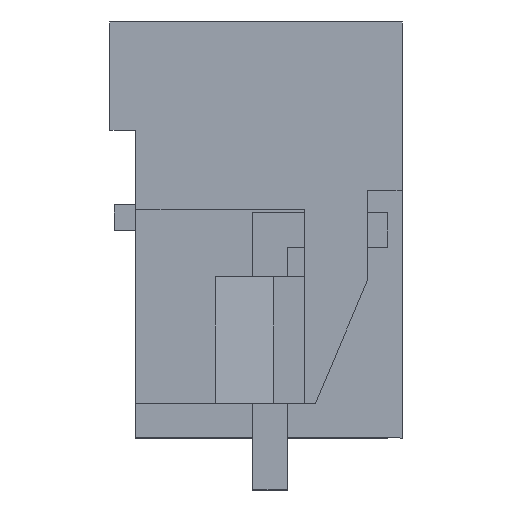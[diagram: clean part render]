
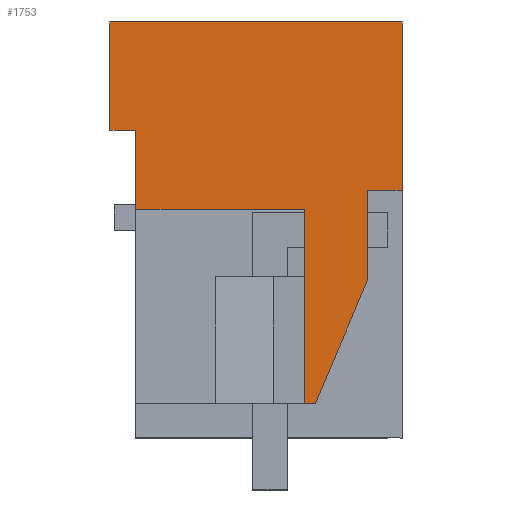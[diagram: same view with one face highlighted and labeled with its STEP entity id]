
A CAD part, left-side view. The second image highlights one B-rep face of the part: STEP entity #1753.
In plain terms, the highlighted planar face has unit normal (-1, 0, 0).
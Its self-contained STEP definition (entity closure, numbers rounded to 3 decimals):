
#1686=AXIS2_PLACEMENT_3D('Plane Axis2P3D',#1683,#1684,#1685) ;
#403=CARTESIAN_POINT('Vertex',(0.,7.68,8.1)) ;
#406=CARTESIAN_POINT('Line Origine',(0.,7.68,9.24)) ;
#410=CARTESIAN_POINT('Vertex',(0.,7.68,10.38)) ;
#1515=CARTESIAN_POINT('Vertex',(0.,2.501,2.5)) ;
#1518=CARTESIAN_POINT('Line Origine',(0.,2.655,2.5)) ;
#1522=CARTESIAN_POINT('Vertex',(0.,2.81,2.5)) ;
#1668=CARTESIAN_POINT('Vertex',(0.,2.81,8.1)) ;
#1671=CARTESIAN_POINT('Line Origine',(0.,5.245,8.1)) ;
#1683=CARTESIAN_POINT('Axis2P3D Location',(0.,8.43,0.)) ;
#1688=CARTESIAN_POINT('Line Origine',(0.,1.752,4.268)) ;
#1692=CARTESIAN_POINT('Vertex',(0.,1.003,6.035)) ;
#1695=CARTESIAN_POINT('Line Origine',(0.,1.003,7.341)) ;
#1699=CARTESIAN_POINT('Vertex',(0.,1.003,8.646)) ;
#1702=CARTESIAN_POINT('Line Origine',(0.,0.501,8.646)) ;
#1706=CARTESIAN_POINT('Vertex',(0.,0.,8.646)) ;
#1709=CARTESIAN_POINT('Line Origine',(0.,0.,11.073)) ;
#1713=CARTESIAN_POINT('Vertex',(0.,0.,13.5)) ;
#1716=CARTESIAN_POINT('Line Origine',(0.,4.215,13.5)) ;
#1720=CARTESIAN_POINT('Vertex',(0.,8.43,13.5)) ;
#1723=CARTESIAN_POINT('Line Origine',(0.,8.43,11.94)) ;
#1727=CARTESIAN_POINT('Vertex',(0.,8.43,10.38)) ;
#1730=CARTESIAN_POINT('Line Origine',(0.,8.055,10.38)) ;
#1735=CARTESIAN_POINT('Line Origine',(0.,2.81,5.3)) ;
#407=DIRECTION('Vector Direction',(0.,0.,-1.)) ;
#1519=DIRECTION('Vector Direction',(0.,1.,0.)) ;
#1672=DIRECTION('Vector Direction',(0.,1.,0.)) ;
#1684=DIRECTION('Axis2P3D Direction',(-1.,0.,0.)) ;
#1685=DIRECTION('Axis2P3D XDirection',(0.,1.,0.)) ;
#1689=DIRECTION('Vector Direction',(0.,0.39,-0.921)) ;
#1696=DIRECTION('Vector Direction',(0.,0.,-1.)) ;
#1703=DIRECTION('Vector Direction',(0.,1.,0.)) ;
#1710=DIRECTION('Vector Direction',(0.,0.,1.)) ;
#1717=DIRECTION('Vector Direction',(0.,1.,0.)) ;
#1724=DIRECTION('Vector Direction',(0.,0.,-1.)) ;
#1731=DIRECTION('Vector Direction',(0.,-1.,0.)) ;
#1736=DIRECTION('Vector Direction',(0.,0.,1.)) ;
#408=VECTOR('Line Direction',#407,1.) ;
#1520=VECTOR('Line Direction',#1519,1.) ;
#1673=VECTOR('Line Direction',#1672,1.) ;
#1690=VECTOR('Line Direction',#1689,1.) ;
#1697=VECTOR('Line Direction',#1696,1.) ;
#1704=VECTOR('Line Direction',#1703,1.) ;
#1711=VECTOR('Line Direction',#1710,1.) ;
#1718=VECTOR('Line Direction',#1717,1.) ;
#1725=VECTOR('Line Direction',#1724,1.) ;
#1732=VECTOR('Line Direction',#1731,1.) ;
#1737=VECTOR('Line Direction',#1736,1.) ;
#1741=ORIENTED_EDGE('',*,*,#1524,.F.) ;
#1742=ORIENTED_EDGE('',*,*,#1694,.F.) ;
#1743=ORIENTED_EDGE('',*,*,#1701,.F.) ;
#1744=ORIENTED_EDGE('',*,*,#1708,.F.) ;
#1745=ORIENTED_EDGE('',*,*,#1715,.T.) ;
#1746=ORIENTED_EDGE('',*,*,#1722,.T.) ;
#1747=ORIENTED_EDGE('',*,*,#1729,.T.) ;
#1748=ORIENTED_EDGE('',*,*,#1734,.T.) ;
#1749=ORIENTED_EDGE('',*,*,#412,.T.) ;
#1750=ORIENTED_EDGE('',*,*,#1675,.F.) ;
#1751=ORIENTED_EDGE('',*,*,#1739,.F.) ;
#1753=ADVANCED_FACE('HOUSING',(#1752),#1687,.T.) ;
#412=EDGE_CURVE('',#411,#404,#409,.T.) ;
#1524=EDGE_CURVE('',#1516,#1523,#1521,.T.) ;
#1675=EDGE_CURVE('',#1669,#404,#1674,.T.) ;
#1694=EDGE_CURVE('',#1693,#1516,#1691,.T.) ;
#1701=EDGE_CURVE('',#1700,#1693,#1698,.T.) ;
#1708=EDGE_CURVE('',#1707,#1700,#1705,.T.) ;
#1715=EDGE_CURVE('',#1707,#1714,#1712,.T.) ;
#1722=EDGE_CURVE('',#1714,#1721,#1719,.T.) ;
#1729=EDGE_CURVE('',#1721,#1728,#1726,.T.) ;
#1734=EDGE_CURVE('',#1728,#411,#1733,.T.) ;
#1739=EDGE_CURVE('',#1523,#1669,#1738,.T.) ;
#1740=EDGE_LOOP('',(#1741,#1742,#1743,#1744,#1745,#1746,#1747,#1748,#1749,#1750,#1751)) ;
#1752=FACE_OUTER_BOUND('',#1740,.T.) ;
#409=LINE('Line',#406,#408) ;
#1521=LINE('Line',#1518,#1520) ;
#1674=LINE('Line',#1671,#1673) ;
#1691=LINE('Line',#1688,#1690) ;
#1698=LINE('Line',#1695,#1697) ;
#1705=LINE('Line',#1702,#1704) ;
#1712=LINE('Line',#1709,#1711) ;
#1719=LINE('Line',#1716,#1718) ;
#1726=LINE('Line',#1723,#1725) ;
#1733=LINE('Line',#1730,#1732) ;
#1738=LINE('Line',#1735,#1737) ;
#1687=PLANE('',#1686) ;
#404=VERTEX_POINT('',#403) ;
#411=VERTEX_POINT('',#410) ;
#1516=VERTEX_POINT('',#1515) ;
#1523=VERTEX_POINT('',#1522) ;
#1669=VERTEX_POINT('',#1668) ;
#1693=VERTEX_POINT('',#1692) ;
#1700=VERTEX_POINT('',#1699) ;
#1707=VERTEX_POINT('',#1706) ;
#1714=VERTEX_POINT('',#1713) ;
#1721=VERTEX_POINT('',#1720) ;
#1728=VERTEX_POINT('',#1727) ;
